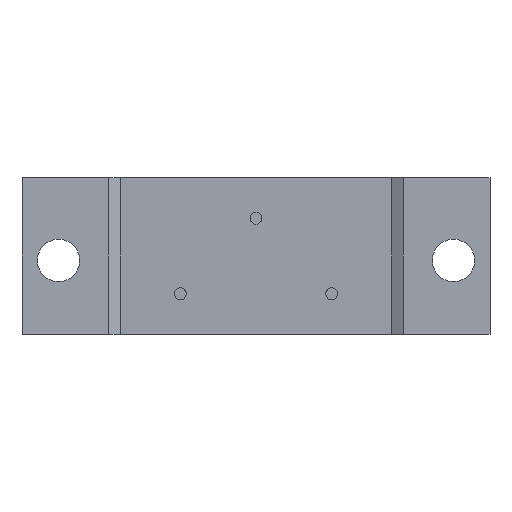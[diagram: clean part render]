
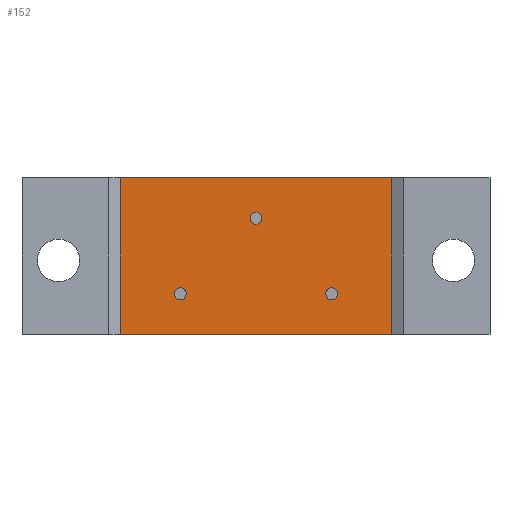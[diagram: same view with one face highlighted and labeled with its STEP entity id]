
A CAD part, front view. The second image highlights one B-rep face of the part: STEP entity #152.
In plain terms, the highlighted planar face has unit normal (0, -1, 0).
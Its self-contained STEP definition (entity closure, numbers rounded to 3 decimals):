
#104=FACE_BOUND('',#326,.T.);
#105=FACE_BOUND('',#327,.T.);
#106=FACE_BOUND('',#328,.T.);
#107=FACE_BOUND('',#329,.T.);
#117=CIRCLE('',#1191,0.4);
#119=CIRCLE('',#1195,0.4);
#121=CIRCLE('',#1199,0.4);
#152=ADVANCED_FACE('',(#104,#105,#106,#107),#208,.T.);
#208=PLANE('',#1214);
#326=EDGE_LOOP('',(#464));
#327=EDGE_LOOP('',(#465));
#328=EDGE_LOOP('',(#466));
#329=EDGE_LOOP('',(#467,#468,#469,#470));
#464=ORIENTED_EDGE('',*,*,#788,.T.);
#465=ORIENTED_EDGE('',*,*,#790,.T.);
#466=ORIENTED_EDGE('',*,*,#792,.T.);
#467=ORIENTED_EDGE('',*,*,#821,.T.);
#468=ORIENTED_EDGE('',*,*,#820,.F.);
#469=ORIENTED_EDGE('',*,*,#824,.T.);
#470=ORIENTED_EDGE('',*,*,#810,.F.);
#682=VERTEX_POINT('',#1593);
#684=VERTEX_POINT('',#1599);
#686=VERTEX_POINT('',#1605);
#701=VERTEX_POINT('',#1642);
#702=VERTEX_POINT('',#1644);
#709=VERTEX_POINT('',#1662);
#710=VERTEX_POINT('',#1664);
#788=EDGE_CURVE('',#682,#682,#117,.T.);
#790=EDGE_CURVE('',#684,#684,#119,.T.);
#792=EDGE_CURVE('',#686,#686,#121,.T.);
#810=EDGE_CURVE('',#701,#702,#948,.T.);
#820=EDGE_CURVE('',#710,#709,#956,.T.);
#821=EDGE_CURVE('',#701,#709,#957,.T.);
#824=EDGE_CURVE('',#710,#702,#960,.T.);
#948=LINE('',#1643,#1084);
#956=LINE('',#1665,#1092);
#957=LINE('',#1667,#1093);
#960=LINE('',#1672,#1096);
#1084=VECTOR('',#1352,1.);
#1092=VECTOR('',#1370,1.);
#1093=VECTOR('',#1373,1.);
#1096=VECTOR('',#1378,1.);
#1191=AXIS2_PLACEMENT_3D('',#1592,#1305,#1306);
#1195=AXIS2_PLACEMENT_3D('',#1598,#1313,#1314);
#1199=AXIS2_PLACEMENT_3D('',#1604,#1321,#1322);
#1214=AXIS2_PLACEMENT_3D('',#1673,#1379,#1380);
#1305=DIRECTION('',(0.,1.,0.));
#1306=DIRECTION('',(-1.,0.,0.));
#1313=DIRECTION('',(0.,1.,0.));
#1314=DIRECTION('',(-1.,0.,0.));
#1321=DIRECTION('',(0.,1.,0.));
#1322=DIRECTION('',(-1.,0.,0.));
#1352=DIRECTION('',(0.,0.,1.));
#1370=DIRECTION('',(0.,0.,-1.));
#1373=DIRECTION('',(1.,0.,0.));
#1378=DIRECTION('',(-1.,0.,0.));
#1379=DIRECTION('',(0.,-1.,0.));
#1380=DIRECTION('',(1.,0.,0.));
#1592=CARTESIAN_POINT('',(0.,-4.05,2.54));
#1593=CARTESIAN_POINT('',(-0.4,-4.05,2.54));
#1598=CARTESIAN_POINT('',(-5.08,-4.05,-2.54));
#1599=CARTESIAN_POINT('',(-5.48,-4.05,-2.54));
#1604=CARTESIAN_POINT('',(5.08,-4.05,-2.54));
#1605=CARTESIAN_POINT('',(4.68,-4.05,-2.54));
#1642=CARTESIAN_POINT('',(-9.1,-4.05,-5.25));
#1643=CARTESIAN_POINT('',(-9.1,-4.05,-5.25));
#1644=CARTESIAN_POINT('',(-9.1,-4.05,5.25));
#1662=CARTESIAN_POINT('',(9.1,-4.05,-5.25));
#1664=CARTESIAN_POINT('',(9.1,-4.05,5.25));
#1665=CARTESIAN_POINT('',(9.1,-4.05,5.25));
#1667=CARTESIAN_POINT('',(-9.1,-4.05,-5.25));
#1672=CARTESIAN_POINT('',(9.1,-4.05,5.25));
#1673=CARTESIAN_POINT('',(-9.1,-4.05,-5.25));
